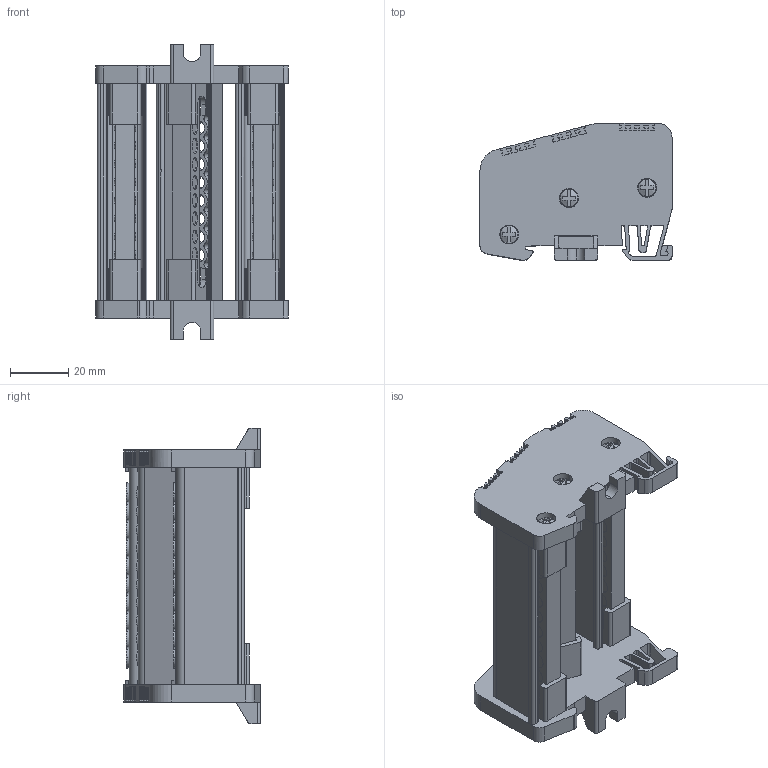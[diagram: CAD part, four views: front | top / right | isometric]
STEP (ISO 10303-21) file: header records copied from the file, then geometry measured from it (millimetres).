
FILE_DESCRIPTION (( 'STEP AP203' ), '1' );
FILE_NAME ('6,5x9 Üç Kutuplu Daðýtýcý Ünite - 10 Delikli.STEP', '2019-01-08T11:45:39', ( '' ), ( '' ), 'SwSTEP 2.0', 'SolidWorks 2011', '' );
FILE_SCHEMA (( 'CONFIG_CONTROL_DESIGN' ));
Products named in the file (1): 6,5x9 Üç Kutuplu Daðýtýcý Ünite - 10 Delikli
Bounding box: 66 x 47 x 101.6 mm (x, y, z)
Volume: 64328.6 mm3; surface area: 59835.5 mm2
Topology: 1 solids, 19 shells, 2741 faces, 7893 edges, 5306 vertices
Faces by surface type: plane 1285, cylinder 871, cone 429, bspline 156
Entity records: 112292 total; most frequent: CARTESIAN_POINT 45891, ORIENTED_EDGE 15786, DIRECTION 10884, EDGE_CURVE 7893, VERTEX_POINT 5306, LINE 3920, VECTOR 3920, AXIS2_PLACEMENT_3D 3482
